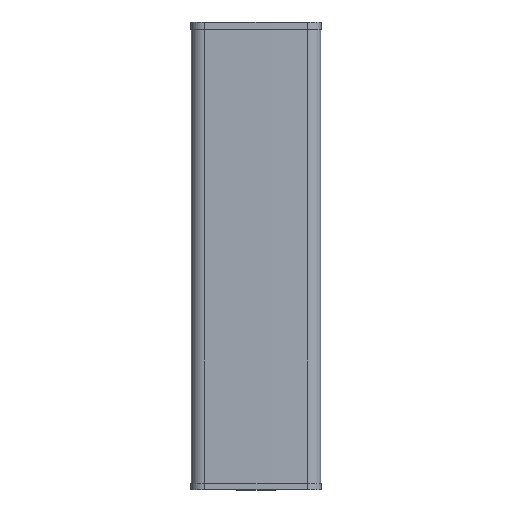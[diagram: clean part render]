
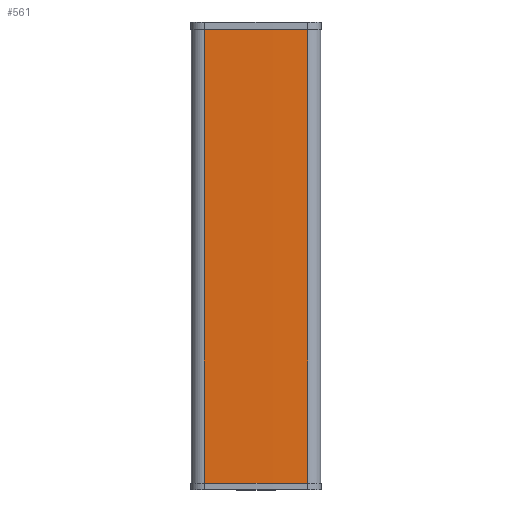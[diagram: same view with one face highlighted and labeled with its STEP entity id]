
A CAD part, top view. The second image highlights one B-rep face of the part: STEP entity #561.
In plain terms, the highlighted cylindrical face has radius 10000 mm (diameter 20000 mm), a partial arc.
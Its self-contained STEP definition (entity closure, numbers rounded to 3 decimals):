
#49=CARTESIAN_POINT('',(0.,0.,-9940.697));
#50=DIRECTION('',(0.,1.,0.));
#51=DIRECTION('',(-0.019,0.,1.));
#52=AXIS2_PLACEMENT_3D('',#49,#50,#51);
#166=DIRECTION('',(0.,1.,0.));
#167=VECTOR('',#166,1700.);
#168=CARTESIAN_POINT('',(190.356,0.,57.491));
#169=LINE('',#168,#167);
#173=DIRECTION('',(0.,1.,0.));
#174=VECTOR('',#173,1700.);
#175=CARTESIAN_POINT('',(-190.356,0.,57.491));
#176=LINE('',#175,#174);
#233=CARTESIAN_POINT('',(0.,1700.,-9940.697));
#234=DIRECTION('',(0.,1.,0.));
#235=DIRECTION('',(-0.019,0.,1.));
#236=AXIS2_PLACEMENT_3D('',#233,#234,#235);
#393=CARTESIAN_POINT('',(-190.356,0.,57.491));
#394=VERTEX_POINT('',#393);
#395=CARTESIAN_POINT('',(190.356,0.,57.491));
#396=VERTEX_POINT('',#395);
#425=CARTESIAN_POINT('',(-190.356,1700.,57.491));
#426=VERTEX_POINT('',#425);
#427=CARTESIAN_POINT('',(190.356,1700.,57.491));
#428=VERTEX_POINT('',#427);
#548=CARTESIAN_POINT('',(0.,0.,-9940.697));
#549=DIRECTION('',(0.,1.,0.));
#550=DIRECTION('',(1.,0.,0.));
#551=AXIS2_PLACEMENT_3D('',#548,#549,#550);
#552=CYLINDRICAL_SURFACE('',#551,10000.);
#553=ORIENTED_EDGE('',*,*,#462,.F.);
#555=ORIENTED_EDGE('',*,*,#554,.T.);
#557=ORIENTED_EDGE('',*,*,#556,.T.);
#558=ORIENTED_EDGE('',*,*,#540,.F.);
#559=EDGE_LOOP('',(#553,#555,#557,#558));
#560=FACE_OUTER_BOUND('',#559,.F.);
#561=ADVANCED_FACE('',(#560),#552,.T.);
#53=CIRCLE('',#52,10000.);
#237=CIRCLE('',#236,10000.);
#462=EDGE_CURVE('',#394,#396,#53,.T.);
#540=EDGE_CURVE('',#396,#428,#169,.T.);
#554=EDGE_CURVE('',#394,#426,#176,.T.);
#556=EDGE_CURVE('',#426,#428,#237,.T.);
